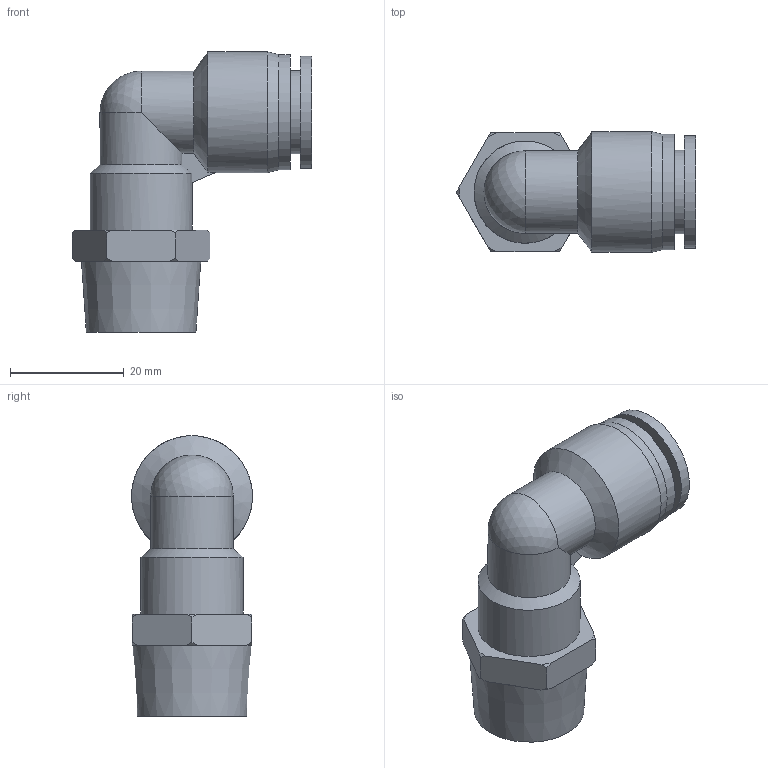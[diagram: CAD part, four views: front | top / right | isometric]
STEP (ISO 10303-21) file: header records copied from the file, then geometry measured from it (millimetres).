
FILE_DESCRIPTION(/* description */ (''),/* implementation_level */ '2;1');
FILE_NAME(/* name */ 'PL12-1-2PT.stp',/* time_stamp */ '2025-06-16T08:56:59-04:00',/* author */ ('esanner'),/* organization */ (''),/* preprocessor_version */ 'ST-DEVELOPER v19',/* originating_system */ 'AutoCAD Mechanical',/* authorisation */ '');
FILE_SCHEMA (('AUTOMOTIVE_DESIGN { 1 0 10303 214 3 1 1 }'));
Length unit declared in the file: millimetre
Products named in the file (1): Product
Bounding box: 42.17 x 21.3 x 49.4 mm (x, y, z)
Volume: 8957.9 mm3; surface area: 7753.9 mm2
Topology: 1 solids, 1 shells, 51 faces, 128 edges, 83 vertices
Faces by surface type: plane 23, cone 16, cylinder 10, sphere 2
Full cylindrical faces by diameter (mm): 12.2 x2, 14.7 x1, 14.9 x1, 18 x1, 19.8 x1, 20.3 x1, 21.3 x1
Entity records: 1537 total; most frequent: CARTESIAN_POINT 319, ORIENTED_EDGE 256, DIRECTION 256, EDGE_CURVE 128, AXIS2_PLACEMENT_3D 104, VERTEX_POINT 83, EDGE_LOOP 57, FACE_OUTER_BOUND 51
